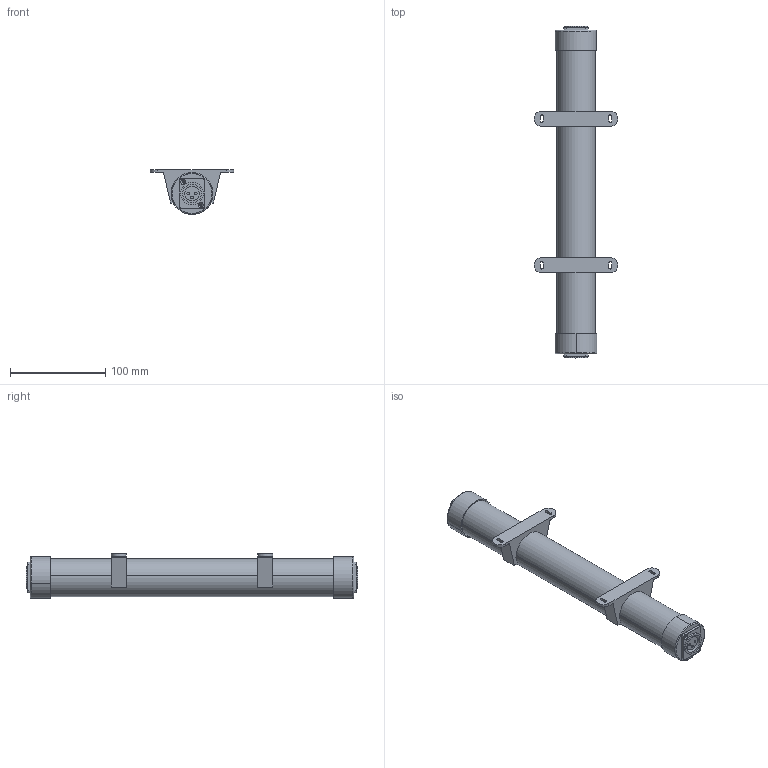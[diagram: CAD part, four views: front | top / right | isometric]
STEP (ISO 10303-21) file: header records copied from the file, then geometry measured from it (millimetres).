
FILE_DESCRIPTION (( 'STEP AP214' ), '1' );
FILE_NAME ('M02 LED Grow Light Module.SLDASM.STEP', '2016-11-30T14:19:24', ( 'aaa' ), ( '' ), 'SwSTEP 2.0', 'SolidWorks 2015', '' );
FILE_SCHEMA (( 'AUTOMOTIVE_DESIGN' ));
Length unit declared in the file: millimetre
Products named in the file (8): P02.1 Tube Cap Left; P02.3 XLR connector; P02.4 Tube Holder Rigid; P02.8 LED Module; P02.7 DIN Rail; P02.6 Transparent Tubing; P02.2 Tube Cap Right; M02 LED Grow Light Module.SLDASM
Assembly tree (9 placements, depth 2):
  M02 LED Grow Light Module.SLDASM
    P02.2 Tube Cap Right
    P02.6 Transparent Tubing
    P02.7 DIN Rail
    P02.8 LED Module
    P02.4 Tube Holder Rigid  x2
    P02.3 XLR connector  x2
    P02.1 Tube Cap Left
Bounding box: 88 x 349 x 47.3 mm (x, y, z)
Volume: 178003.6 mm3; surface area: 165446.6 mm2
Topology: 9 solids, 9 shells, 531 faces, 1303 edges, 850 vertices
Faces by surface type: cylinder 266, plane 225, torus 32, cone 8
Entity records: 13023 total; most frequent: DIRECTION 2369, CARTESIAN_POINT 2164, ORIENTED_EDGE 2094, EDGE_CURVE 1047, AXIS2_PLACEMENT_3D 891, VERTEX_POINT 686, LINE 587, VECTOR 587
